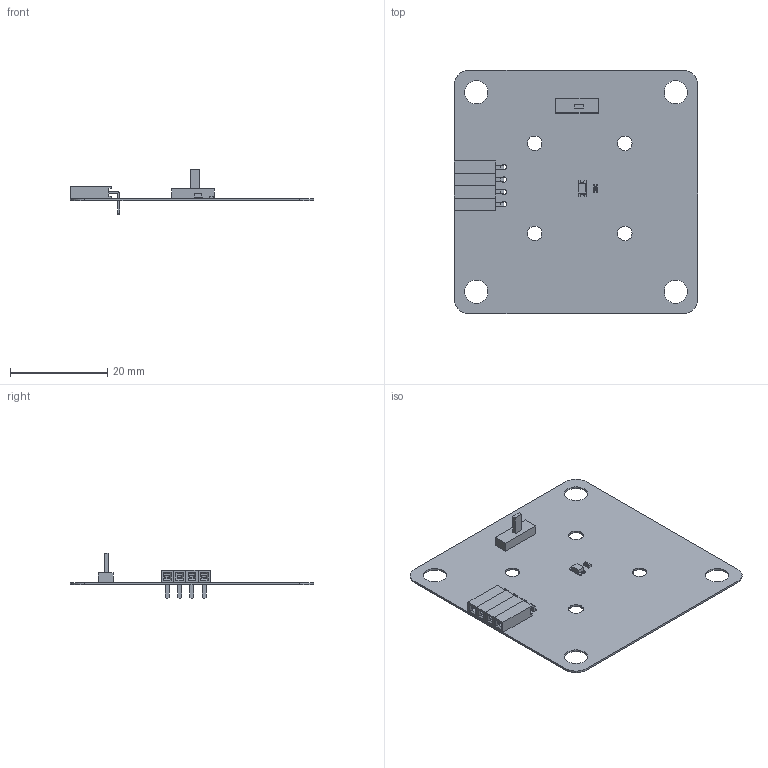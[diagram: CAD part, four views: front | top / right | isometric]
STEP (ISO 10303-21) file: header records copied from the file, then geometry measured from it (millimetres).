
FILE_DESCRIPTION(('Open CASCADE Model'),'2;1');
FILE_NAME('Open CASCADE Shape Model','2020-05-01T11:21:20',('Author'),( 'Open CASCADE'),'Open CASCADE STEP processor 6.8','Open CASCADE 6.8' ,'Unknown');
FILE_SCHEMA(('AUTOMOTIVE_DESIGN { 1 0 10303 214 1 1 1 1 }'));
Length unit declared in the file: millimetre
Products named in the file (13): PCB; Board; R1; chip_0603_r; SA1; 957574872; Extruded; 957575008; VD1; User_Library-FYLS-1206; X1; User_Library-PBS_(DS1024)
Assembly tree (12 placements, depth 4):
  PCB
    Board
    R1
      chip_0603_r
    SA1
      957574872
        Extruded
      957575008
        Extruded
    VD1
      User_Library-FYLS-1206
    X1
      User_Library-PBS_(DS1024)
Bounding box: 50.02 x 50 x 9.3 mm (x, y, z)
Volume: 1232 mm3; surface area: 5778.5 mm2
Topology: 16 solids, 16 shells, 378 faces, 991 edges, 638 vertices
Faces by surface type: plane 269, cylinder 60, bspline 49
Full cylindrical faces by diameter (mm): 0.9 x2, 1.1 x4, 3 x4, 4.8 x4
Entity records: 16110 total; most frequent: CARTESIAN_POINT 5077, ORIENTED_EDGE 1966, DIRECTION 1649, EDGE_CURVE 983, LINE 789, VECTOR 789, VERTEX_POINT 638, AXIS2_PLACEMENT_3D 430
